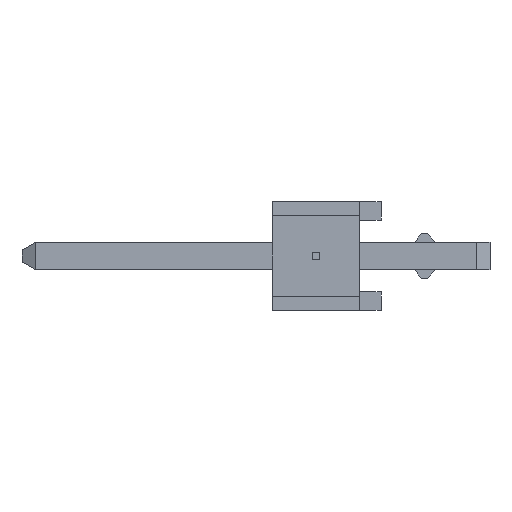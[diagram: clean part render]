
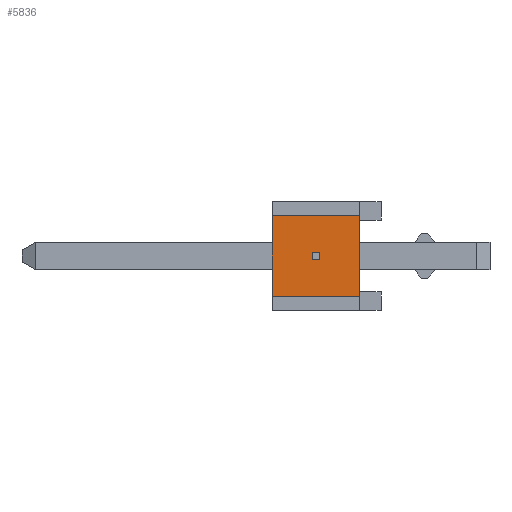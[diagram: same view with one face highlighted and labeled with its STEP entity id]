
A CAD part, left-side view. The second image highlights one B-rep face of the part: STEP entity #5836.
In plain terms, the highlighted planar face has unit normal (-1, 0, 0).
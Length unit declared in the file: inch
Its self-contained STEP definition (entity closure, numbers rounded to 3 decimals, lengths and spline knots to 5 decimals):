
#679=ORIENTED_EDGE('',*,*,#2161,.F.);
#680=ORIENTED_EDGE('',*,*,#2162,.F.);
#681=ORIENTED_EDGE('',*,*,#2163,.F.);
#682=ORIENTED_EDGE('',*,*,#2164,.F.);
#683=ORIENTED_EDGE('',*,*,#2165,.F.);
#684=ORIENTED_EDGE('',*,*,#2166,.F.);
#685=ORIENTED_EDGE('',*,*,#2167,.F.);
#686=ORIENTED_EDGE('',*,*,#2168,.F.);
#2161=EDGE_CURVE('',#2843,#2844,#3513,.T.);
#2162=EDGE_CURVE('',#2845,#2843,#3514,.T.);
#2163=EDGE_CURVE('',#2846,#2845,#3515,.T.);
#2164=EDGE_CURVE('',#2844,#2846,#3516,.T.);
#2165=EDGE_CURVE('',#2847,#2848,#3517,.T.);
#2166=EDGE_CURVE('',#2849,#2847,#3518,.T.);
#2167=EDGE_CURVE('',#2850,#2849,#3519,.T.);
#2168=EDGE_CURVE('',#2848,#2850,#3520,.T.);
#2843=VERTEX_POINT('',#8787);
#2844=VERTEX_POINT('',#8788);
#2845=VERTEX_POINT('',#8790);
#2846=VERTEX_POINT('',#8792);
#2847=VERTEX_POINT('',#8795);
#2848=VERTEX_POINT('',#8796);
#2849=VERTEX_POINT('',#8798);
#2850=VERTEX_POINT('',#8800);
#3513=LINE('',#8786,#4341);
#3514=LINE('',#8789,#4342);
#3515=LINE('',#8791,#4343);
#3516=LINE('',#8793,#4344);
#3517=LINE('',#8794,#4345);
#3518=LINE('',#8797,#4346);
#3519=LINE('',#8799,#4347);
#3520=LINE('',#8801,#4348);
#4341=VECTOR('',#7112,39.37008);
#4342=VECTOR('',#7113,39.37008);
#4343=VECTOR('',#7114,39.37008);
#4344=VECTOR('',#7115,39.37008);
#4345=VECTOR('',#7116,39.37008);
#4346=VECTOR('',#7117,39.37008);
#4347=VECTOR('',#7118,39.37008);
#4348=VECTOR('',#7119,39.37008);
#4823=EDGE_LOOP('',(#679,#680,#681,#682));
#4824=EDGE_LOOP('',(#683,#684,#685,#686));
#5169=FACE_BOUND('',#4823,.T.);
#5170=FACE_BOUND('',#4824,.T.);
#5515=PLANE('',#6183);
#5836=ADVANCED_FACE('',(#5169,#5170),#5515,.F.);
#6183=AXIS2_PLACEMENT_3D('',#8785,#7110,#7111);
#7110=DIRECTION('',(1.,0.,0.));
#7111=DIRECTION('',(0.,0.,-1.));
#7112=DIRECTION('',(0.,0.,-1.));
#7113=DIRECTION('',(0.,1.,0.));
#7114=DIRECTION('',(0.,0.,1.));
#7115=DIRECTION('',(0.,-1.,0.));
#7116=DIRECTION('',(0.,0.,-1.));
#7117=DIRECTION('',(0.,-1.,0.));
#7118=DIRECTION('',(0.,0.,1.));
#7119=DIRECTION('',(0.,1.,0.));
#8785=CARTESIAN_POINT('',(-0.292,0.,0.));
#8786=CARTESIAN_POINT('',(-0.292,0.06353,0.));
#8787=CARTESIAN_POINT('',(-0.292,0.06353,0.00339));
#8788=CARTESIAN_POINT('',(-0.292,0.06353,-0.00339));
#8789=CARTESIAN_POINT('',(-0.292,0.,0.00339));
#8790=CARTESIAN_POINT('',(-0.292,0.05647,0.00339));
#8791=CARTESIAN_POINT('',(-0.292,0.05647,0.));
#8792=CARTESIAN_POINT('',(-0.292,0.05647,-0.00339));
#8793=CARTESIAN_POINT('',(-0.292,0.,-0.00339));
#8794=CARTESIAN_POINT('',(-0.292,0.02,0.));
#8795=CARTESIAN_POINT('',(-0.292,0.02,0.037));
#8796=CARTESIAN_POINT('',(-0.292,0.02,-0.037));
#8797=CARTESIAN_POINT('',(-0.292,0.1,0.037));
#8798=CARTESIAN_POINT('',(-0.292,0.1,0.037));
#8799=CARTESIAN_POINT('',(-0.292,0.1,-0.037));
#8800=CARTESIAN_POINT('',(-0.292,0.1,-0.037));
#8801=CARTESIAN_POINT('',(-0.292,0.,-0.037));
